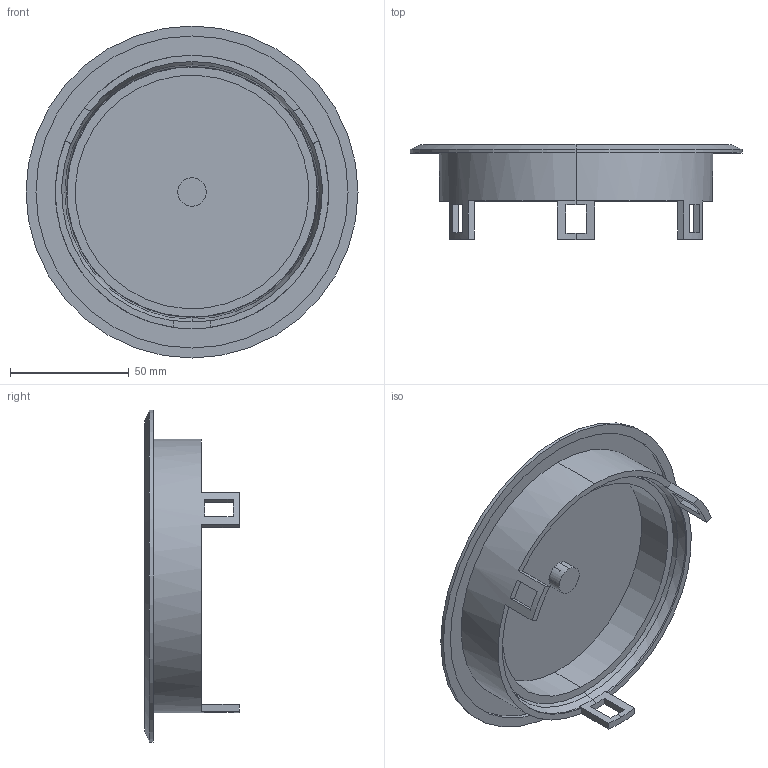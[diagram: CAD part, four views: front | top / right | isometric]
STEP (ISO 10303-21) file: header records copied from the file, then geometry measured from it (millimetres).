
FILE_DESCRIPTION (( 'STEP AP214' ), '1' );
FILE_NAME ('7408869.STEP', '2019-12-04T12:13:11', ( '' ), ( '' ), 'SwSTEP 2.0', 'SolidWorks 2018', '' );
FILE_SCHEMA (( 'AUTOMOTIVE_DESIGN' ));
Length unit declared in the file: millimetre
Products named in the file (3): 088784_mit AA Logo.STEP; 088780_Standard.STEP; 7408869
Assembly tree (2 placements, depth 2):
  7408869
    088780_Standard.STEP
    088784_mit AA Logo.STEP
Bounding box: 140 x 39.85 x 140 mm (x, y, z)
Volume: 84197.3 mm3; surface area: 62546.1 mm2
Topology: 2 solids, 2 shells, 111 faces, 279 edges, 178 vertices
Faces by surface type: plane 52, cylinder 30, cone 25, torus 4
Entity records: 3693 total; most frequent: CARTESIAN_POINT 798, DIRECTION 597, ORIENTED_EDGE 558, EDGE_CURVE 279, AXIS2_PLACEMENT_3D 232, VERTEX_POINT 178, LINE 133, VECTOR 133
